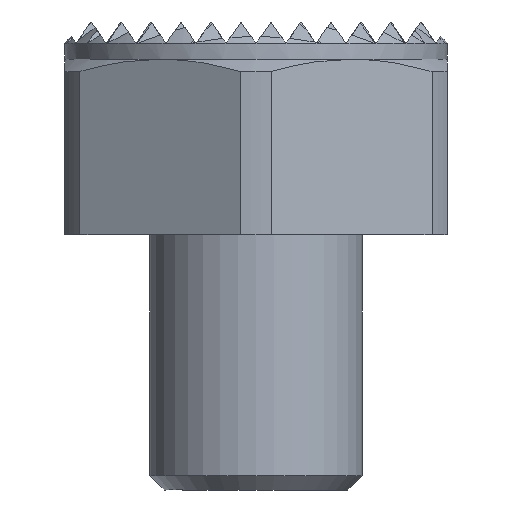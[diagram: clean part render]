
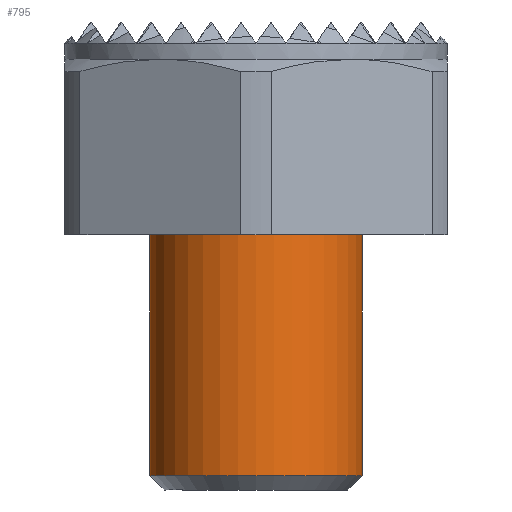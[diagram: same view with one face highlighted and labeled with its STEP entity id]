
A CAD part, front view. The second image highlights one B-rep face of the part: STEP entity #795.
In plain terms, the highlighted cylindrical face has radius 10 mm (diameter 20 mm), a partial arc.
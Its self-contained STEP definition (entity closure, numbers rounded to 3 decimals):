
#795=ADVANCED_FACE('',(#2296),#2297,.T.);
#2296=FACE_OUTER_BOUND('',#3797,.T.);
#2297=CYLINDRICAL_SURFACE('',#3798,10.0);
#3797=EDGE_LOOP('',(#9002,#9003,#9004,#9005));
#3798=AXIS2_PLACEMENT_3D('',#9006,#9007,#9008);
#9002=ORIENTED_EDGE('',*,*,#9009,.T.);
#9003=ORIENTED_EDGE('',*,*,#10486,.F.);
#9004=ORIENTED_EDGE('',*,*,#9011,.T.);
#9005=ORIENTED_EDGE('',*,*,#10488,.T.);
#9006=CARTESIAN_POINT('',(0.,0.0,-11.323));
#9007=DIRECTION('',(0.,0.0,1.0));
#9008=DIRECTION('',(1.0,0.0,0.));
#9009=EDGE_CURVE('',#10489,#10490,#10491,.T.);
#9011=EDGE_CURVE('',#10494,#10492,#10495,.T.);
#10486=EDGE_CURVE('',#10494,#10490,#12699,.T.);
#10488=EDGE_CURVE('',#10492,#10489,#12701,.T.);
#10489=VERTEX_POINT('',#12702);
#10490=VERTEX_POINT('',#12703);
#10491=LINE('',#12704,#12705);
#10492=VERTEX_POINT('',#12706);
#10494=VERTEX_POINT('',#12708);
#10495=LINE('',#12709,#12710);
#12699=CIRCLE('',#17884,10.0);
#12701=CIRCLE('',#17886,10.0);
#12702=CARTESIAN_POINT('',(10.,0.0,-22.645));
#12703=CARTESIAN_POINT('',(10.0,0.0,0.));
#12704=CARTESIAN_POINT('',(10.,0.,-11.323));
#12705=VECTOR('',#17887,1.0);
#12706=CARTESIAN_POINT('',(-10.0,0.,-22.645));
#12708=CARTESIAN_POINT('',(-10.0,0.,0.));
#12709=CARTESIAN_POINT('',(-10.0,0.,-11.323));
#12710=VECTOR('',#17891,1.0);
#17884=AXIS2_PLACEMENT_3D('',#19314,#19315,#19316);
#17886=AXIS2_PLACEMENT_3D('',#19320,#19321,#19322);
#17887=DIRECTION('',(0.,0.0,1.0));
#17891=DIRECTION('',(0.,-0.0,-1.0));
#19314=CARTESIAN_POINT('',(0.0,0.0,0.0));
#19315=DIRECTION('',(0.,0.0,1.0));
#19316=DIRECTION('',(1.0,0.0,0.));
#19320=CARTESIAN_POINT('',(0.,0.0,-22.645));
#19321=DIRECTION('',(0.,0.0,1.0));
#19322=DIRECTION('',(1.0,0.0,0.));
